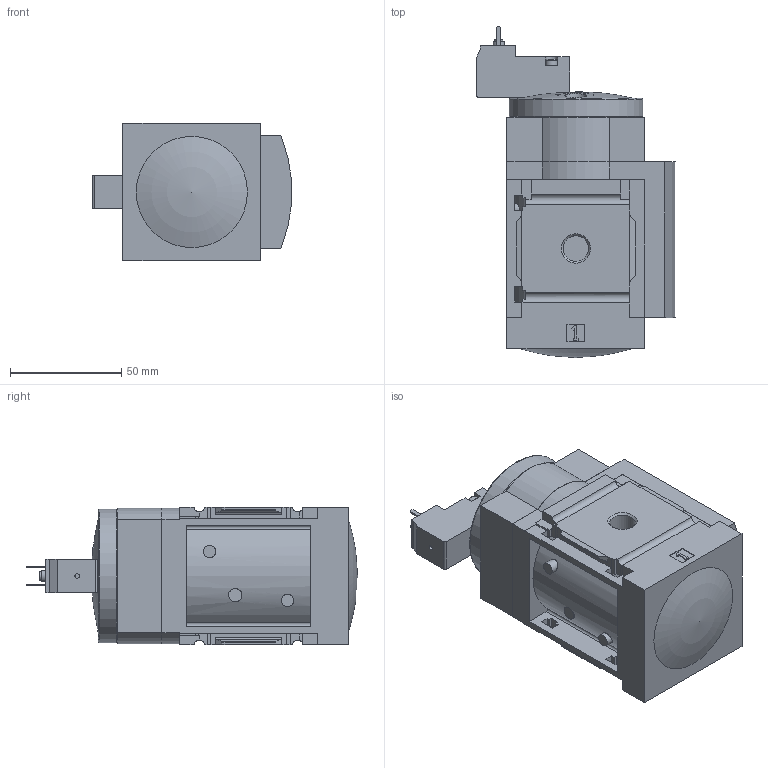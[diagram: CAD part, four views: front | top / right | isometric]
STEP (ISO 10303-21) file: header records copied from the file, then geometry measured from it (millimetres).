
FILE_DESCRIPTION(/* description */ ('STEP AP214'),/* implementation_level */ '2;1');
FILE_NAME(/* name */ '542564_MS6-DE-1_4-10V24',/* time_stamp */ '2024-09-10T15:15:12+02:00',/* author */ ('License CC BY-ND 4.0'),/* organization */ ('CADENAS'),/* preprocessor_version */ 'ST-DEVELOPER v19.3',/* originating_system */ 'PARTsolutions',/* authorisation */ ' ');
FILE_SCHEMA (('AUTOMOTIVE_DESIGN {1 0 10303 214 3 1 1}'));
Length unit declared in the file: millimetre
Products named in the file (2): 542564 MS6-DE-1/4-10V24; 527686 MS6-DE-1/4-10V240D
Assembly tree (1 placements, depth 2):
  542564 MS6-DE-1/4-10V24
    527686 MS6-DE-1/4-10V240D
Bounding box: 89.45 x 148.9 x 62 mm (x, y, z)
Volume: 446351.8 mm3; surface area: 44991.2 mm2
Topology: 1 solids, 1 shells, 331 faces, 867 edges, 560 vertices
Faces by surface type: plane 250, cylinder 51, cone 23, sphere 4, torus 3
Full cylindrical faces by diameter (mm): 2 x1, 2.013 x1, 2.5 x1, 3.8 x1, 4.8 x1, 5 x1, 5.5 x4, 7 x1, 10 x1, 11.445 x2, 60 x1
Entity records: 12273 total; most frequent: CARTESIAN_POINT 1833, DIRECTION 1663, ORIENTED_EDGE 1644, EDGE_CURVE 822, LINE 597, VECTOR 597, VERTEX_POINT 548, AXIS2_PLACEMENT_3D 533
